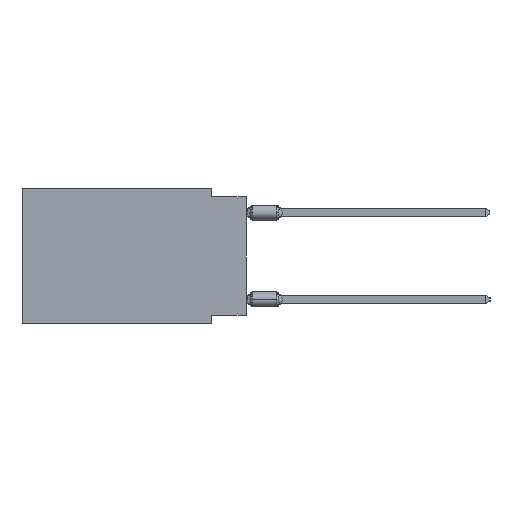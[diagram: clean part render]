
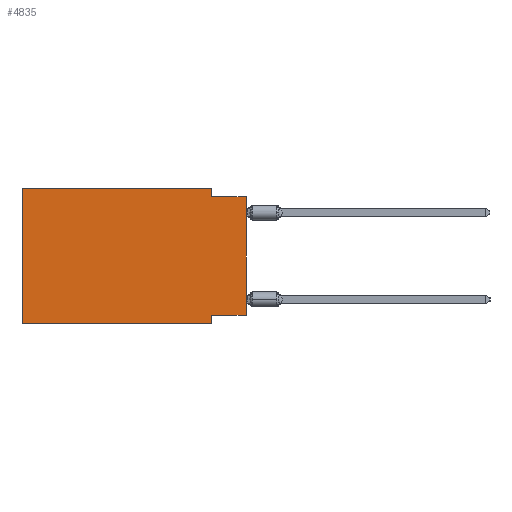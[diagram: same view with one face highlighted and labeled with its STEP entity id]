
A CAD part, left-side view. The second image highlights one B-rep face of the part: STEP entity #4835.
In plain terms, the highlighted planar face has unit normal (-1, 0, 0).
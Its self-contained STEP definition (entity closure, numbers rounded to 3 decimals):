
#699 = ORIENTED_EDGE ( 'NONE', *, *, #30479, .F. ) ;
#3517 = DIRECTION ( 'NONE',  ( 0., -1., 0. ) ) ;
#4835 = ADVANCED_FACE ( 'NONE', ( #25921 ), #17993, .F. ) ;
#5508 = ORIENTED_EDGE ( 'NONE', *, *, #15079, .F. ) ;
#5632 = DIRECTION ( 'NONE',  ( 0., 0., 1. ) ) ;
#6473 = EDGE_CURVE ( 'NONE', #16096, #18619, #21468, .T. ) ;
#7083 = ORIENTED_EDGE ( 'NONE', *, *, #56001, .T. ) ;
#7915 = VECTOR ( 'NONE', #5632, 1000. ) ;
#8215 = LINE ( 'NONE', #60922, #52478 ) ;
#8761 = VECTOR ( 'NONE', #13226, 1000. ) ;
#9422 = AXIS2_PLACEMENT_3D ( 'NONE', #35370, #51612, #56300 ) ;
#10938 = LINE ( 'NONE', #30084, #7915 ) ;
#12105 = VERTEX_POINT ( 'NONE', #37109 ) ;
#13016 = LINE ( 'NONE', #47554, #45185 ) ;
#13226 = DIRECTION ( 'NONE',  ( 0., 0., -1. ) ) ;
#14196 = CARTESIAN_POINT ( 'NONE',  ( 0., 2.54, -0.635 ) ) ;
#14402 = VERTEX_POINT ( 'NONE', #22168 ) ;
#15014 = CARTESIAN_POINT ( 'NONE',  ( 0., 16.383, -9.906 ) ) ;
#15079 = EDGE_CURVE ( 'NONE', #16096, #12105, #54091, .T. ) ;
#15156 = CARTESIAN_POINT ( 'NONE',  ( 0., 0., -9.271 ) ) ;
#16096 = VERTEX_POINT ( 'NONE', #42529 ) ;
#17993 = PLANE ( 'NONE',  #9422 ) ;
#18619 = VERTEX_POINT ( 'NONE', #34932 ) ;
#19317 = VERTEX_POINT ( 'NONE', #29060 ) ;
#19570 = EDGE_LOOP ( 'NONE', ( #36876, #31309, #699, #41924, #52485, #7083, #31607, #5508 ) ) ;
#21468 = LINE ( 'NONE', #59777, #53733 ) ;
#22168 = CARTESIAN_POINT ( 'NONE',  ( 0., 2.54, 0. ) ) ;
#23762 = CARTESIAN_POINT ( 'NONE',  ( 0., 0., -0.635 ) ) ;
#25921 = FACE_OUTER_BOUND ( 'NONE', #19570, .T. ) ;
#29060 = CARTESIAN_POINT ( 'NONE',  ( 0., 16.383, -9.906 ) ) ;
#29148 = DIRECTION ( 'NONE',  ( 0., -1., 0. ) ) ;
#30084 = CARTESIAN_POINT ( 'NONE',  ( 0., 16.383, 0. ) ) ;
#30479 = EDGE_CURVE ( 'NONE', #14402, #38026, #13016, .T. ) ;
#31309 = ORIENTED_EDGE ( 'NONE', *, *, #47413, .F. ) ;
#31607 = ORIENTED_EDGE ( 'NONE', *, *, #55526, .F. ) ;
#34932 = CARTESIAN_POINT ( 'NONE',  ( 0., 0., -0.635 ) ) ;
#35370 = CARTESIAN_POINT ( 'NONE',  ( 0., 16.383, 0. ) ) ;
#35910 = DIRECTION ( 'NONE',  ( 0., 0., 1. ) ) ;
#36876 = ORIENTED_EDGE ( 'NONE', *, *, #6473, .T. ) ;
#37109 = CARTESIAN_POINT ( 'NONE',  ( 0., 2.54, -9.271 ) ) ;
#37882 = DIRECTION ( 'NONE',  ( 0., -1., 0. ) ) ;
#38026 = VERTEX_POINT ( 'NONE', #14196 ) ;
#38514 = LINE ( 'NONE', #23762, #44009 ) ;
#38746 = VECTOR ( 'NONE', #57575, 1000. ) ;
#41872 = VECTOR ( 'NONE', #29148, 1000. ) ;
#41924 = ORIENTED_EDGE ( 'NONE', *, *, #60933, .F. ) ;
#42529 = CARTESIAN_POINT ( 'NONE',  ( 0., 0., -9.271 ) ) ;
#44009 = VECTOR ( 'NONE', #37882, 1000. ) ;
#45185 = VECTOR ( 'NONE', #61983, 1000. ) ;
#47144 = CARTESIAN_POINT ( 'NONE',  ( 0., 2.54, -9.906 ) ) ;
#47413 = EDGE_CURVE ( 'NONE', #38026, #18619, #38514, .T. ) ;
#47554 = CARTESIAN_POINT ( 'NONE',  ( 0., 2.54, 0. ) ) ;
#51077 = VERTEX_POINT ( 'NONE', #51547 ) ;
#51547 = CARTESIAN_POINT ( 'NONE',  ( 0., 2.54, -9.906 ) ) ;
#51612 = DIRECTION ( 'NONE',  ( 1., 0., 0. ) ) ;
#52478 = VECTOR ( 'NONE', #3517, 1000. ) ;
#52485 = ORIENTED_EDGE ( 'NONE', *, *, #57256, .F. ) ;
#53733 = VECTOR ( 'NONE', #35910, 1000. ) ;
#54091 = LINE ( 'NONE', #15156, #38746 ) ;
#55526 = EDGE_CURVE ( 'NONE', #12105, #51077, #61258, .T. ) ;
#56001 = EDGE_CURVE ( 'NONE', #19317, #51077, #58655, .T. ) ;
#56300 = DIRECTION ( 'NONE',  ( 0., 0., -1. ) ) ;
#57256 = EDGE_CURVE ( 'NONE', #19317, #57489, #10938, .T. ) ;
#57489 = VERTEX_POINT ( 'NONE', #59591 ) ;
#57575 = DIRECTION ( 'NONE',  ( 0., 1., 0. ) ) ;
#58655 = LINE ( 'NONE', #15014, #41872 ) ;
#59591 = CARTESIAN_POINT ( 'NONE',  ( 0., 16.383, 0. ) ) ;
#59777 = CARTESIAN_POINT ( 'NONE',  ( 0., 0., 0. ) ) ;
#60922 = CARTESIAN_POINT ( 'NONE',  ( 0., 16.383, 0. ) ) ;
#60933 = EDGE_CURVE ( 'NONE', #57489, #14402, #8215, .T. ) ;
#61258 = LINE ( 'NONE', #47144, #8761 ) ;
#61983 = DIRECTION ( 'NONE',  ( 0., 0., -1. ) ) ;
